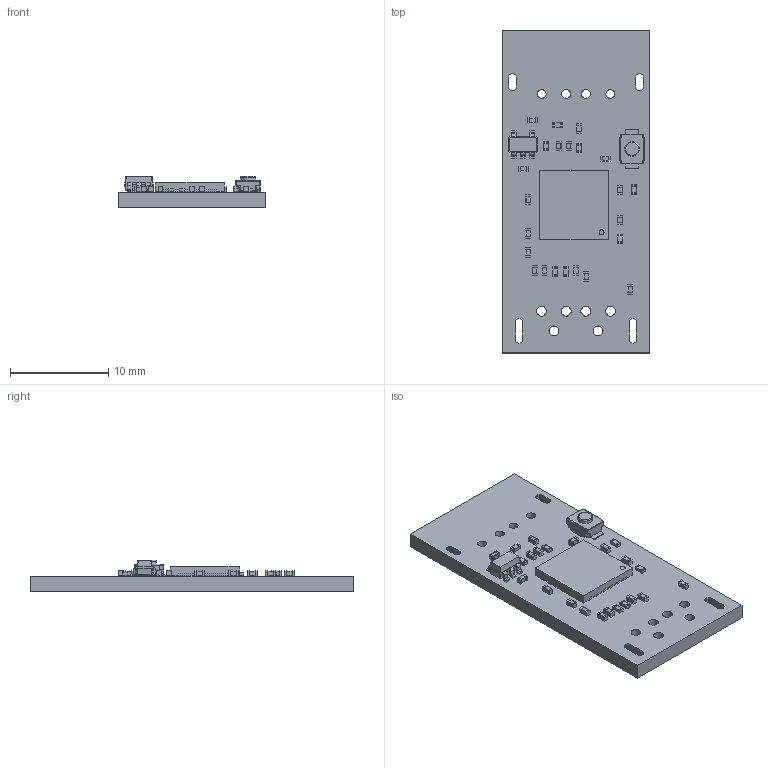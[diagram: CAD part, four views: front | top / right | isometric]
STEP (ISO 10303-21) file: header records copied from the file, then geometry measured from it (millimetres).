
FILE_DESCRIPTION(('KiCad electronic assembly'),'2;1');
FILE_NAME('Remapper-v3.1-pcb.step','2023-12-09T18:06:29',('Pcbnew'),( 'Kicad'),'Open CASCADE STEP processor 7.6','KiCad to STEP converter' ,'Unknown');
FILE_SCHEMA(('AUTOMOTIVE_DESIGN { 1 0 10303 214 1 1 1 1 }'));
Length unit declared in the file: millimetre
Products named in the file (12): Remapper-v3.1-pcb 1; SOT-23-5; SOLID; C_0402_1005Metric; R_0402_1005Metric; QFN-56-1EP_7x7mm_P0.4mm_EP5.6x5.6mm; SW_SPST_B3U-1000P; PCB
Assembly tree (32 placements, depth 3):
  Remapper-v3.1-pcb 1
    SOT-23-5
      SOLID
    C_0402_1005Metric  x16
      SOLID
    R_0402_1005Metric  x7
      SOLID
    QFN-56-1EP_7x7mm_P0.4mm_EP5.6x5.6mm
      SOLID
    SW_SPST_B3U-1000P
      SOLID
    PCB
Bounding box: 15 x 32.75 x 3.22 mm (x, y, z)
Volume: 818.4 mm3; surface area: 1441.2 mm2
Topology: 27 solids, 27 shells, 1444 faces, 3893 edges, 2509 vertices
Faces by surface type: plane 936, cylinder 445, bspline 29, sphere 17, torus 17
Full cylindrical faces by diameter (mm): 0.35 x9, 0.5 x1, 0.914 x4, 1 x6, 1.5 x1
Entity records: 66956 total; most frequent: CARTESIAN_POINT 13716, DIRECTION 8927, LINE 6241, VECTOR 6241, ORIENTED_EDGE 4776, PCURVE 4776, DEFINITIONAL_REPRESENTATION 4776, EDGE_CURVE 2388
